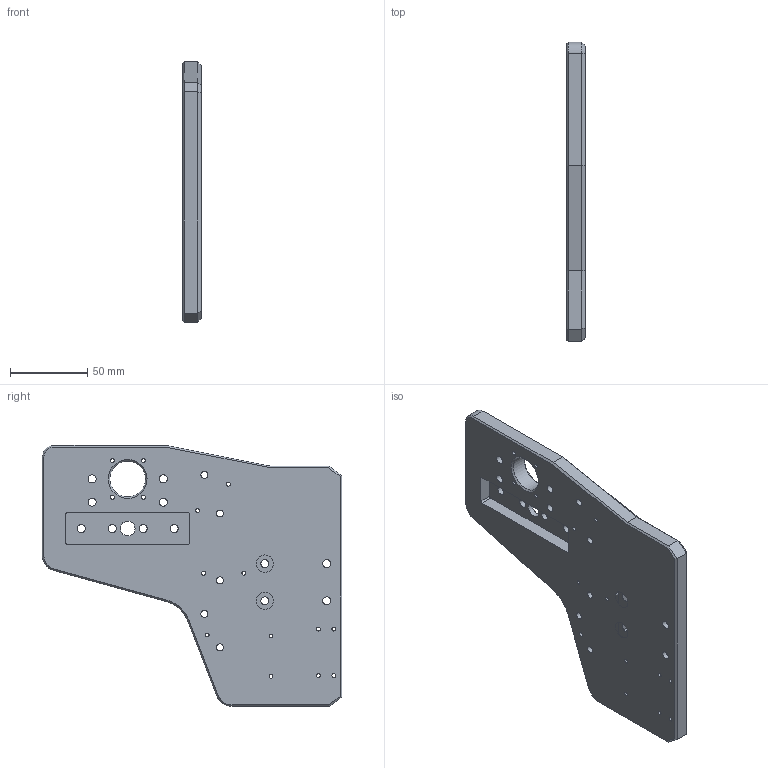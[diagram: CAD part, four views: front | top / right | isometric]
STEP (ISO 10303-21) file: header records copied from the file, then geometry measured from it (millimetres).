
FILE_DESCRIPTION(/* description */ (''),/* implementation_level */ '2;1');
FILE_NAME(/* name */ 'X Axis plate LEFT.step',/* time_stamp */ '2024-11-16T21:48:04+01:00',/* author */ (''),/* organization */ (''),/* preprocessor_version */ 'ST-DEVELOPER v20',/* originating_system */ 'Autodesk Translation Framework v13.20.0.188',/* authorisation */ '');
FILE_SCHEMA (('AUTOMOTIVE_DESIGN { 1 0 10303 214 3 1 1 }'));
Length unit declared in the file: millimetre
Products named in the file (1): Component176(Mirror)
Bounding box: 12 x 193.2 x 168.5 mm (x, y, z)
Volume: 231357.8 mm3; surface area: 60344 mm2
Topology: 1 solids, 1 shells, 128 faces, 303 edges, 188 vertices
Faces by surface type: cylinder 55, plane 51, cone 22
Full cylindrical faces by diameter (mm): 2.529 x15, 4.5 x5, 5.2 x12, 7.75 x5, 9.25 x4, 9.5 x1, 23 x1
Entity records: 3861 total; most frequent: DIRECTION 691, CARTESIAN_POINT 626, ORIENTED_EDGE 606, EDGE_CURVE 303, AXIS2_PLACEMENT_3D 261, EDGE_LOOP 207, VERTEX_POINT 188, LINE 169
